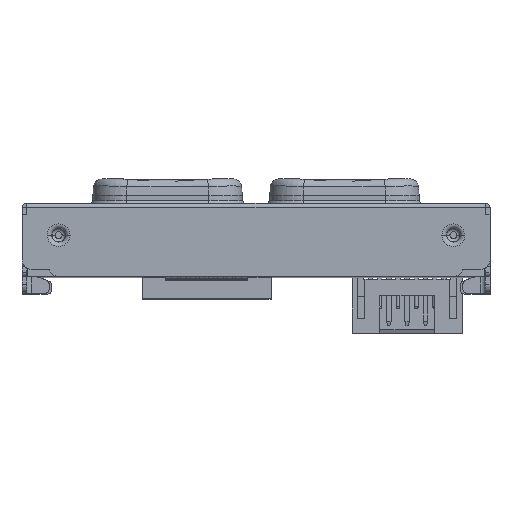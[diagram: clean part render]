
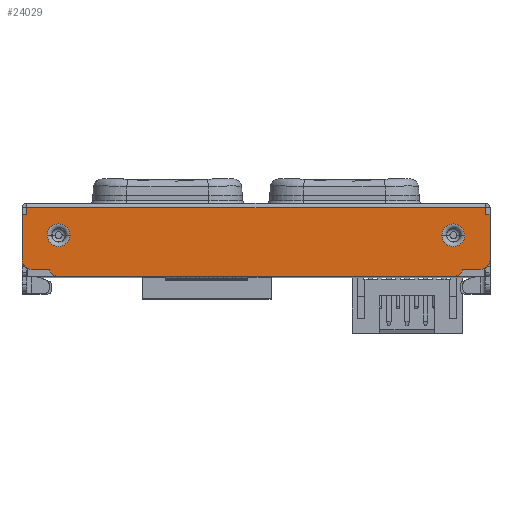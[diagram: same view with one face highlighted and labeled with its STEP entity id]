
A CAD part, top view. The second image highlights one B-rep face of the part: STEP entity #24029.
In plain terms, the highlighted planar face has unit normal (0, 0, 1).
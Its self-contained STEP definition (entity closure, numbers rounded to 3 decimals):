
#2734=DIRECTION('',(-1.,0.,0.));
#2735=VECTOR('',#2734,50.06);
#2736=CARTESIAN_POINT('',(25.03,4.12,36.3));
#2737=LINE('',#2736,#2735);
#2742=DIRECTION('',(0.,-1.,0.));
#2743=VECTOR('',#2742,0.73);
#2744=CARTESIAN_POINT('',(25.03,4.12,36.3));
#2745=LINE('',#2744,#2743);
#2746=CARTESIAN_POINT('',(24.55,-1.58,36.3));
#2747=DIRECTION('',(0.,0.,-1.));
#2748=DIRECTION('',(1.,0.,0.));
#2749=AXIS2_PLACEMENT_3D('',#2746,#2747,#2748);
#2751=DIRECTION('',(-1.,0.,0.));
#2752=VECTOR('',#2751,2.);
#2753=CARTESIAN_POINT('',(24.55,-2.58,36.3));
#2754=LINE('',#2753,#2752);
#2755=CARTESIAN_POINT('',(21.57,-2.38,36.3));
#2756=DIRECTION('',(0.,0.,-1.));
#2757=DIRECTION('',(0.98,-0.2,0.));
#2758=AXIS2_PLACEMENT_3D('',#2755,#2756,#2757);
#2760=CARTESIAN_POINT('',(-21.57,-2.38,36.3));
#2761=DIRECTION('',(0.,0.,-1.));
#2762=DIRECTION('',(0.,-1.,0.));
#2763=AXIS2_PLACEMENT_3D('',#2760,#2761,#2762);
#2765=DIRECTION('',(-1.,0.,0.));
#2766=VECTOR('',#2765,2.);
#2767=CARTESIAN_POINT('',(-22.55,-2.58,36.3));
#2768=LINE('',#2767,#2766);
#2769=CARTESIAN_POINT('',(-24.55,-1.58,36.3));
#2770=DIRECTION('',(0.,0.,-1.));
#2771=DIRECTION('',(0.,-1.,0.));
#2772=AXIS2_PLACEMENT_3D('',#2769,#2770,#2771);
#2774=DIRECTION('',(0.,1.,0.));
#2775=VECTOR('',#2774,0.73);
#2776=CARTESIAN_POINT('',(-25.03,3.39,36.3));
#2777=LINE('',#2776,#2775);
#2778=CARTESIAN_POINT('',(-21.55,1.12,36.3));
#2779=DIRECTION('',(0.,0.,1.));
#2780=DIRECTION('',(1.,0.,0.));
#2781=AXIS2_PLACEMENT_3D('',#2778,#2779,#2780);
#2783=CARTESIAN_POINT('',(-21.55,1.12,36.3));
#2784=DIRECTION('',(0.,0.,1.));
#2785=DIRECTION('',(1.,0.016,0.));
#2786=AXIS2_PLACEMENT_3D('',#2783,#2784,#2785);
#2788=CARTESIAN_POINT('',(-21.55,1.12,36.3));
#2789=DIRECTION('',(0.,0.,1.));
#2790=DIRECTION('',(-1.,0.,0.));
#2791=AXIS2_PLACEMENT_3D('',#2788,#2789,#2790);
#2793=CARTESIAN_POINT('',(-21.55,1.12,36.3));
#2794=DIRECTION('',(0.,0.,1.));
#2795=DIRECTION('',(-1.,-0.016,0.));
#2796=AXIS2_PLACEMENT_3D('',#2793,#2794,#2795);
#2798=CARTESIAN_POINT('',(21.55,1.12,36.3));
#2799=DIRECTION('',(0.,0.,1.));
#2800=DIRECTION('',(1.,0.,0.));
#2801=AXIS2_PLACEMENT_3D('',#2798,#2799,#2800);
#2803=CARTESIAN_POINT('',(21.55,1.12,36.3));
#2804=DIRECTION('',(0.,0.,1.));
#2805=DIRECTION('',(1.,0.016,0.));
#2806=AXIS2_PLACEMENT_3D('',#2803,#2804,#2805);
#2808=CARTESIAN_POINT('',(21.55,1.12,36.3));
#2809=DIRECTION('',(0.,0.,1.));
#2810=DIRECTION('',(-1.,0.,0.));
#2811=AXIS2_PLACEMENT_3D('',#2808,#2809,#2810);
#2813=CARTESIAN_POINT('',(21.55,1.12,36.3));
#2814=DIRECTION('',(0.,0.,1.));
#2815=DIRECTION('',(-1.,-0.016,0.));
#2816=AXIS2_PLACEMENT_3D('',#2813,#2814,#2815);
#3059=DIRECTION('',(-1.,0.,0.));
#3060=VECTOR('',#3059,0.52);
#3061=CARTESIAN_POINT('',(-25.03,3.39,36.3));
#3062=LINE('',#3061,#3060);
#3079=DIRECTION('',(0.,-1.,0.));
#3080=VECTOR('',#3079,4.97);
#3081=CARTESIAN_POINT('',(-25.55,3.39,36.3));
#3082=LINE('',#3081,#3080);
#3103=DIRECTION('',(1.,0.,0.));
#3104=VECTOR('',#3103,43.14);
#3105=CARTESIAN_POINT('',(-21.57,-3.38,36.3));
#3106=LINE('',#3105,#3104);
#3123=DIRECTION('',(0.,1.,0.));
#3124=VECTOR('',#3123,4.97);
#3125=CARTESIAN_POINT('',(25.55,-1.58,36.3));
#3126=LINE('',#3125,#3124);
#3131=DIRECTION('',(-1.,0.,0.));
#3132=VECTOR('',#3131,0.52);
#3133=CARTESIAN_POINT('',(25.55,3.39,36.3));
#3134=LINE('',#3133,#3132);
#16977=CARTESIAN_POINT('',(-25.03,4.12,36.3));
#16978=VERTEX_POINT('',#16977);
#16979=CARTESIAN_POINT('',(25.03,4.12,36.3));
#16980=VERTEX_POINT('',#16979);
#16981=CARTESIAN_POINT('',(25.03,3.39,36.3));
#16982=VERTEX_POINT('',#16981);
#16983=CARTESIAN_POINT('',(25.55,3.39,36.3));
#16984=VERTEX_POINT('',#16983);
#16985=CARTESIAN_POINT('',(25.55,-1.58,36.3));
#16986=VERTEX_POINT('',#16985);
#16987=CARTESIAN_POINT('',(24.55,-2.58,36.3));
#16988=VERTEX_POINT('',#16987);
#16989=CARTESIAN_POINT('',(22.55,-2.58,36.3));
#16990=VERTEX_POINT('',#16989);
#16991=CARTESIAN_POINT('',(21.57,-3.38,36.3));
#16992=VERTEX_POINT('',#16991);
#16993=CARTESIAN_POINT('',(-21.57,-3.38,36.3));
#16994=VERTEX_POINT('',#16993);
#16995=CARTESIAN_POINT('',(-22.55,-2.58,36.3));
#16996=VERTEX_POINT('',#16995);
#16997=CARTESIAN_POINT('',(-24.55,-2.58,36.3));
#16998=VERTEX_POINT('',#16997);
#16999=CARTESIAN_POINT('',(-25.55,-1.58,36.3));
#17000=VERTEX_POINT('',#16999);
#17001=CARTESIAN_POINT('',(-25.55,3.39,36.3));
#17002=VERTEX_POINT('',#17001);
#17003=CARTESIAN_POINT('',(-25.03,3.39,36.3));
#17004=VERTEX_POINT('',#17003);
#17005=CARTESIAN_POINT('',(-20.309,1.12,36.3));
#17006=CARTESIAN_POINT('',(-20.309,1.14,36.3));
#17007=VERTEX_POINT('',#17005);
#17008=VERTEX_POINT('',#17006);
#17009=CARTESIAN_POINT('',(-22.791,1.12,36.3));
#17010=VERTEX_POINT('',#17009);
#17011=CARTESIAN_POINT('',(-22.791,1.1,36.3));
#17012=VERTEX_POINT('',#17011);
#17013=CARTESIAN_POINT('',(22.791,1.12,36.3));
#17014=CARTESIAN_POINT('',(22.791,1.14,36.3));
#17015=VERTEX_POINT('',#17013);
#17016=VERTEX_POINT('',#17014);
#17017=CARTESIAN_POINT('',(20.309,1.12,36.3));
#17018=VERTEX_POINT('',#17017);
#17019=CARTESIAN_POINT('',(20.309,1.1,36.3));
#17020=VERTEX_POINT('',#17019);
#23975=CARTESIAN_POINT('',(0.,0.37,36.3));
#23976=DIRECTION('',(0.,0.,1.));
#23977=DIRECTION('',(-1.,0.,0.));
#23978=AXIS2_PLACEMENT_3D('',#23975,#23976,#23977);
#23979=PLANE('',#23978);
#23981=ORIENTED_EDGE('',*,*,#23980,.T.);
#23983=ORIENTED_EDGE('',*,*,#23982,.F.);
#23985=ORIENTED_EDGE('',*,*,#23984,.F.);
#23987=ORIENTED_EDGE('',*,*,#23986,.T.);
#23989=ORIENTED_EDGE('',*,*,#23988,.T.);
#23991=ORIENTED_EDGE('',*,*,#23990,.T.);
#23993=ORIENTED_EDGE('',*,*,#23992,.F.);
#23995=ORIENTED_EDGE('',*,*,#23994,.T.);
#23997=ORIENTED_EDGE('',*,*,#23996,.T.);
#23999=ORIENTED_EDGE('',*,*,#23998,.T.);
#24001=ORIENTED_EDGE('',*,*,#24000,.F.);
#24003=ORIENTED_EDGE('',*,*,#24002,.F.);
#24005=ORIENTED_EDGE('',*,*,#24004,.T.);
#24006=ORIENTED_EDGE('',*,*,#23959,.F.);
#24007=EDGE_LOOP('',(#23981,#23983,#23985,#23987,#23989,#23991,#23993,#23995,
#23997,#23999,#24001,#24003,#24005,#24006));
#24008=FACE_OUTER_BOUND('',#24007,.F.);
#24010=ORIENTED_EDGE('',*,*,#24009,.T.);
#24012=ORIENTED_EDGE('',*,*,#24011,.T.);
#24014=ORIENTED_EDGE('',*,*,#24013,.T.);
#24016=ORIENTED_EDGE('',*,*,#24015,.T.);
#24017=EDGE_LOOP('',(#24010,#24012,#24014,#24016));
#24018=FACE_BOUND('',#24017,.F.);
#24020=ORIENTED_EDGE('',*,*,#24019,.T.);
#24022=ORIENTED_EDGE('',*,*,#24021,.T.);
#24024=ORIENTED_EDGE('',*,*,#24023,.T.);
#24026=ORIENTED_EDGE('',*,*,#24025,.T.);
#24027=EDGE_LOOP('',(#24020,#24022,#24024,#24026));
#24028=FACE_BOUND('',#24027,.F.);
#2750=CIRCLE('',#2749,1.);
#2759=CIRCLE('',#2758,1.);
#2764=CIRCLE('',#2763,1.);
#2773=CIRCLE('',#2772,1.);
#2782=CIRCLE('',#2781,1.241);
#2787=CIRCLE('',#2786,1.241);
#2792=CIRCLE('',#2791,1.241);
#2797=CIRCLE('',#2796,1.241);
#2802=CIRCLE('',#2801,1.241);
#2807=CIRCLE('',#2806,1.241);
#2812=CIRCLE('',#2811,1.241);
#2817=CIRCLE('',#2816,1.241);
#23959=EDGE_CURVE('',#16980,#16978,#2737,.T.);
#23980=EDGE_CURVE('',#16980,#16982,#2745,.T.);
#23982=EDGE_CURVE('',#16984,#16982,#3134,.T.);
#23984=EDGE_CURVE('',#16986,#16984,#3126,.T.);
#23986=EDGE_CURVE('',#16986,#16988,#2750,.T.);
#23988=EDGE_CURVE('',#16988,#16990,#2754,.T.);
#23990=EDGE_CURVE('',#16990,#16992,#2759,.T.);
#23992=EDGE_CURVE('',#16994,#16992,#3106,.T.);
#23994=EDGE_CURVE('',#16994,#16996,#2764,.T.);
#23996=EDGE_CURVE('',#16996,#16998,#2768,.T.);
#23998=EDGE_CURVE('',#16998,#17000,#2773,.T.);
#24000=EDGE_CURVE('',#17002,#17000,#3082,.T.);
#24002=EDGE_CURVE('',#17004,#17002,#3062,.T.);
#24004=EDGE_CURVE('',#17004,#16978,#2777,.T.);
#24009=EDGE_CURVE('',#17007,#17008,#2782,.T.);
#24011=EDGE_CURVE('',#17008,#17010,#2787,.T.);
#24013=EDGE_CURVE('',#17010,#17012,#2792,.T.);
#24015=EDGE_CURVE('',#17012,#17007,#2797,.T.);
#24019=EDGE_CURVE('',#17015,#17016,#2802,.T.);
#24021=EDGE_CURVE('',#17016,#17018,#2807,.T.);
#24023=EDGE_CURVE('',#17018,#17020,#2812,.T.);
#24025=EDGE_CURVE('',#17020,#17015,#2817,.T.);
#24029=ADVANCED_FACE('',(#24008,#24018,#24028),#23979,.T.);
